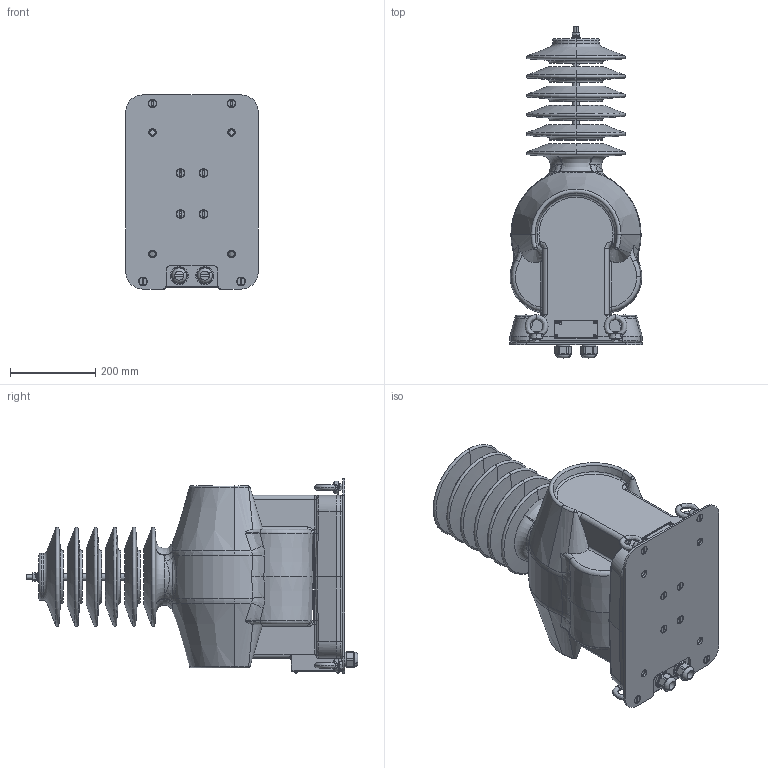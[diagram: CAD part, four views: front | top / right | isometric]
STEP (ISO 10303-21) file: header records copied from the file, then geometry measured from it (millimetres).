
FILE_DESCRIPTION (( 'STEP AP203' ), '1' );
FILE_NAME ('ﾎﾋﾇ-1,25-27,5.STEP', '2022-08-01T12:44:19', ( '' ), ( '' ), 'SwSTEP 2.0', 'SolidWorks 2010', '' );
FILE_SCHEMA (( 'CONFIG_CONTROL_DESIGN' ));
Length unit declared in the file: millimetre
Products named in the file (1): ﾎﾋﾇ-1,25-27,5
Bounding box: 310 x 777.5 x 455.06 mm (x, y, z)
Surface area: 1526883.4 mm2 (no closed solid volume)
Topology: 0 solids, 73 shells, 828 faces, 2411 edges, 1582 vertices
Faces by surface type: cylinder 260, plane 223, bspline 120, torus 96, cone 92, sphere 37
Entity records: 38419 total; most frequent: CARTESIAN_POINT 17664, DIRECTION 4418, ORIENTED_EDGE 3908, EDGE_CURVE 2402, AXIS2_PLACEMENT_3D 1801, VERTEX_POINT 1582, CIRCLE 1092, EDGE_LOOP 906
